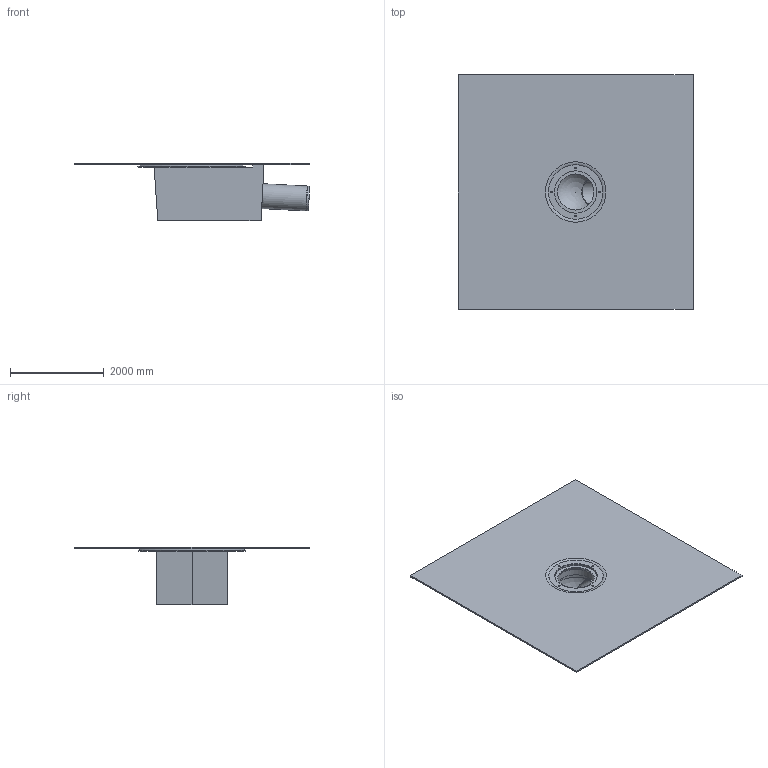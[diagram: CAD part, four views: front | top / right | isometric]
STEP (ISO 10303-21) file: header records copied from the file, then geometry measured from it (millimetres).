
FILE_DESCRIPTION(/* description */ (''),/* implementation_level */ '2;1');
FILE_NAME(/* name */ '15500.050X_3D.stp',/* time_stamp */ '2024-12-12T06:54:11+01:00',/* author */ ('CAD'),/* organization */ (''),/* preprocessor_version */ 'ST-DEVELOPER v20',/* originating_system */ 'AutoCAD Mechanical',/* authorisation */ '');
FILE_SCHEMA (('AUTOMOTIVE_DESIGN { 1 0 10303 214 3 1 1 }'));
Length unit declared in the file: centimetre
Products named in the file (2): Product; *S0
Assembly tree (1 placements, depth 2):
  Product
    *S0
Bounding box: 5013.61 x 5000 x 1218.59 mm (x, y, z)
Volume: 3810786528.1 mm3; surface area: 95413196.1 mm2
Topology: 9 solids, 9 shells, 178 faces, 464 edges, 302 vertices
Faces by surface type: plane 49, torus 45, cone 37, cylinder 34, bspline 7, sphere 6
Full cylindrical faces by diameter (mm): 20 x8, 80 x4, 499.993 x2, 529.993 x2, 530 x1, 770 x1, 810 x1, 885 x1, 901 x1, 905 x1, 953.818 x1, 965 x2, 980 x1, 1000 x1, 1030 x1
Entity records: 6764 total; most frequent: CARTESIAN_POINT 2172, DIRECTION 989, ORIENTED_EDGE 918, EDGE_CURVE 459, AXIS2_PLACEMENT_3D 415, VERTEX_POINT 298, CIRCLE 234, EDGE_LOOP 207
